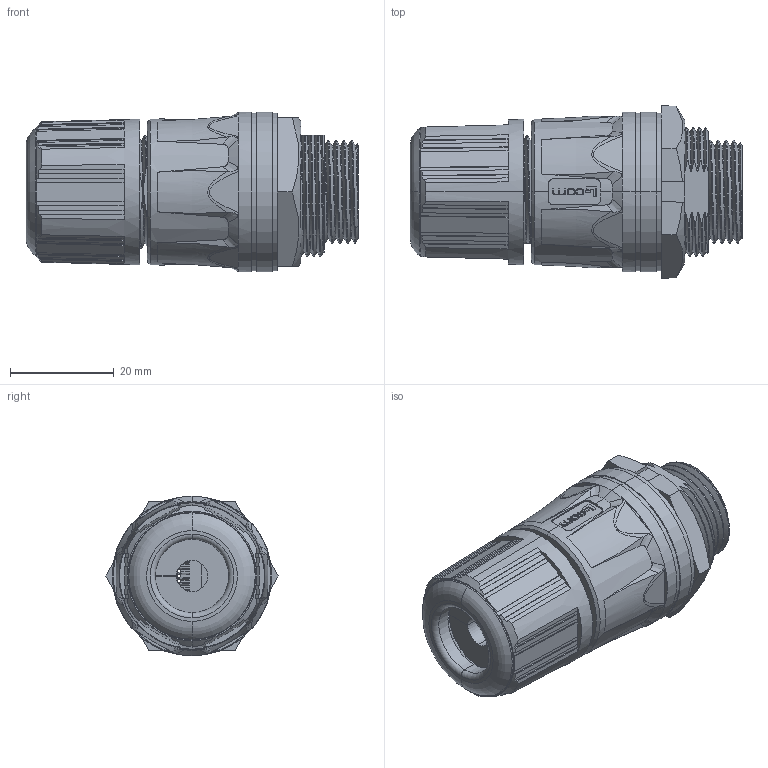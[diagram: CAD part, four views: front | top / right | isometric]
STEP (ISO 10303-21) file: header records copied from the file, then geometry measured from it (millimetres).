
FILE_DESCRIPTION (( 'STEP AP214' ), '1' );
FILE_NAME ('CG-C5e-FP_3D.STEP', '2022-06-06T20:42:26', ( '' ), ( '' ), 'SwSTEP 2.0', 'SolidWorks 2021', '' );
FILE_SCHEMA (( 'AUTOMOTIVE_DESIGN' ));
Length unit declared in the file: millimetre
Products named in the file (17): CG-C5e-FP_3D; 1AK21-026 PCB; 1AG01-262; 1AG01-259; 1AK21-026 - FRONT HOUSING; 1AJ03-029; 1AK21-026 PCB CONTACT MOUNT; 1AK21-026 - REAR HOUSING; 1AG01-264; 1AG01-263; 1AK21-026 PCB(UQ-1); 1AK21-026 - REAR HOUSING SHIELD_No Rating Marking; 1AJ09-124_6.0mm; 1AK21-026 - FRONT HOUSING SHIELD_No Rating Marking; 1AK21-026 PCB(UQ-2); 1AK21-026_No Rating Marking
Assembly tree (31 placements, depth 4):
  CG-C5e-FP_3D
    1AG01-263
    1AJ03-029  x2
    1AG01-262
    1AJ09-124_6.0mm
    1AG01-259
    1AK21-026_No Rating Marking
      1AK21-026 - FRONT HOUSING
      1AK21-026 - REAR HOUSING
      1AK21-026 - FRONT HOUSING SHIELD_No Rating Marking
      1AK21-026 - REAR HOUSING SHIELD_No Rating Marking
      1AK21-026 PCB
        1AK21-026 PCB
        1AK21-026 PCB CONTACT MOUNT
        1AK21-026 PCB(UQ-1)  x5
        1AK21-026 PCB(UQ-2)  x11
    1AG01-264
Bounding box: 63.85 x 33.14 x 30.7 mm (x, y, z)
Volume: 23623.4 mm3; surface area: 32946.3 mm2
Topology: 29 solids, 29 shells, 2089 faces, 5515 edges, 3494 vertices
Faces by surface type: plane 1278, cylinder 518, bspline 188, cone 77, torus 28
Entity records: 95776 total; most frequent: CARTESIAN_POINT 47884, ORIENTED_EDGE 10494, DIRECTION 8967, EDGE_CURVE 5247, VECTOR 3473, LINE 3473, VERTEX_POINT 3330, AXIS2_PLACEMENT_3D 2747
